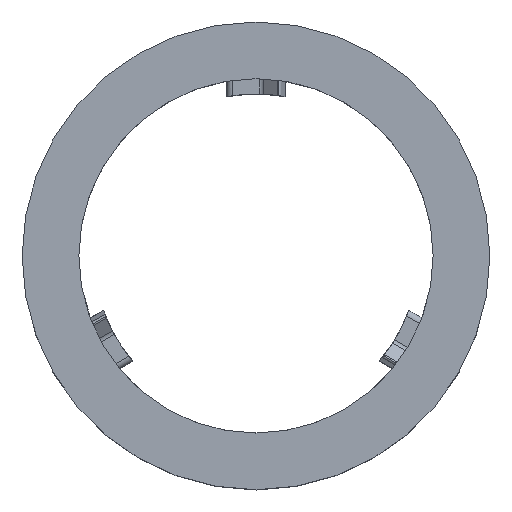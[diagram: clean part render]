
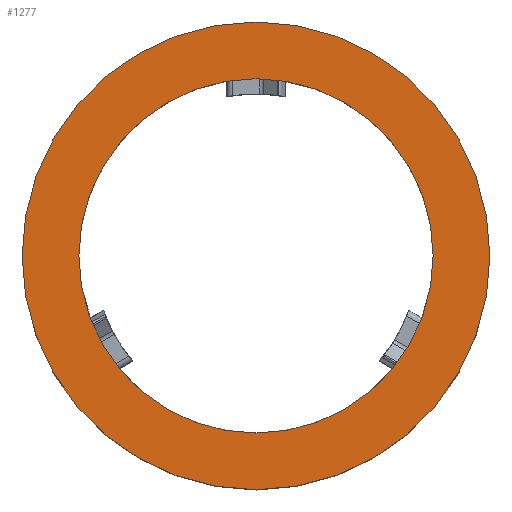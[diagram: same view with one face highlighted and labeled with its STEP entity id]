
A CAD part, top view. The second image highlights one B-rep face of the part: STEP entity #1277.
In plain terms, the highlighted planar face has unit normal (0, 0, 1).
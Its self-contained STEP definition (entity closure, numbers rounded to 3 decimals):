
#85 = DIRECTION ( 'NONE',  ( 0., 0., 1. ) ) ;
#130 = AXIS2_PLACEMENT_3D ( 'NONE', #1764, #1746, #1455 ) ;
#142 = AXIS2_PLACEMENT_3D ( 'NONE', #178, #639, #1198 ) ;
#178 = CARTESIAN_POINT ( 'NONE',  ( 0., 0., 17.2 ) ) ;
#227 = FACE_OUTER_BOUND ( 'NONE', #667, .T. ) ;
#275 = VERTEX_POINT ( 'NONE', #1299 ) ;
#296 = AXIS2_PLACEMENT_3D ( 'NONE', #1557, #401, #409 ) ;
#318 = DIRECTION ( 'NONE',  ( 1., 0., 0. ) ) ;
#401 = DIRECTION ( 'NONE',  ( 0., 0., 1. ) ) ;
#409 = DIRECTION ( 'NONE',  ( 1., 0., 0. ) ) ;
#460 = EDGE_CURVE ( 'NONE', #1493, #1170, #1530, .T. ) ;
#559 = CARTESIAN_POINT ( 'NONE',  ( 0., 0., 17.2 ) ) ;
#569 = DIRECTION ( 'NONE',  ( 1., 0., 0. ) ) ;
#639 = DIRECTION ( 'NONE',  ( 0., 0., 1. ) ) ;
#642 = ORIENTED_EDGE ( 'NONE', *, *, #1728, .T. ) ;
#659 = CIRCLE ( 'NONE', #1527, 20. ) ;
#667 = EDGE_LOOP ( 'NONE', ( #1715, #642 ) ) ;
#777 = VERTEX_POINT ( 'NONE', #1479 ) ;
#797 = AXIS2_PLACEMENT_3D ( 'NONE', #1486, #1350, #318 ) ;
#855 = ORIENTED_EDGE ( 'NONE', *, *, #1883, .F. ) ;
#971 = CIRCLE ( 'NONE', #797, 20. ) ;
#994 = CIRCLE ( 'NONE', #130, 15.15 ) ;
#1019 = CARTESIAN_POINT ( 'NONE',  ( 15.15, 0., 17.2 ) ) ;
#1070 = PLANE ( 'NONE',  #142 ) ;
#1076 = ORIENTED_EDGE ( 'NONE', *, *, #460, .F. ) ;
#1170 = VERTEX_POINT ( 'NONE', #1019 ) ;
#1198 = DIRECTION ( 'NONE',  ( 1., 0., 0. ) ) ;
#1230 = EDGE_CURVE ( 'NONE', #275, #777, #971, .T. ) ;
#1277 = ADVANCED_FACE ( 'NONE', ( #227, #1727 ), #1070, .T. ) ;
#1299 = CARTESIAN_POINT ( 'NONE',  ( -20., 0., 17.2 ) ) ;
#1350 = DIRECTION ( 'NONE',  ( 0., 0., 1. ) ) ;
#1443 = EDGE_LOOP ( 'NONE', ( #1076, #855 ) ) ;
#1455 = DIRECTION ( 'NONE',  ( 1., 0., 0. ) ) ;
#1457 = CARTESIAN_POINT ( 'NONE',  ( -15.15, 0., 17.2 ) ) ;
#1479 = CARTESIAN_POINT ( 'NONE',  ( 20., 0., 17.2 ) ) ;
#1486 = CARTESIAN_POINT ( 'NONE',  ( 0., 0., 17.2 ) ) ;
#1493 = VERTEX_POINT ( 'NONE', #1457 ) ;
#1527 = AXIS2_PLACEMENT_3D ( 'NONE', #559, #85, #569 ) ;
#1530 = CIRCLE ( 'NONE', #296, 15.15 ) ;
#1557 = CARTESIAN_POINT ( 'NONE',  ( 0., 0., 17.2 ) ) ;
#1715 = ORIENTED_EDGE ( 'NONE', *, *, #1230, .T. ) ;
#1727 = FACE_BOUND ( 'NONE', #1443, .T. ) ;
#1728 = EDGE_CURVE ( 'NONE', #777, #275, #659, .T. ) ;
#1746 = DIRECTION ( 'NONE',  ( 0., 0., 1. ) ) ;
#1764 = CARTESIAN_POINT ( 'NONE',  ( 0., 0., 17.2 ) ) ;
#1883 = EDGE_CURVE ( 'NONE', #1170, #1493, #994, .T. ) ;
